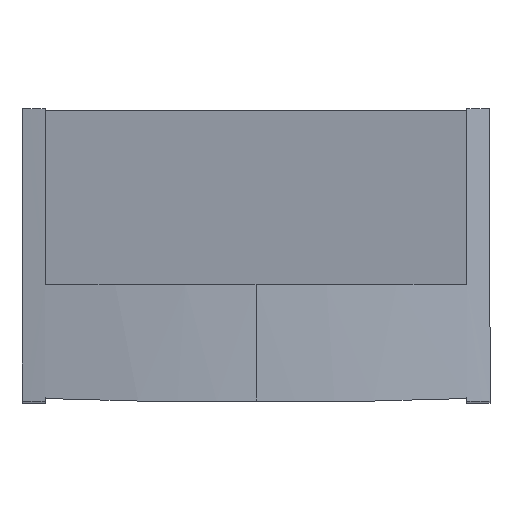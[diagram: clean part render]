
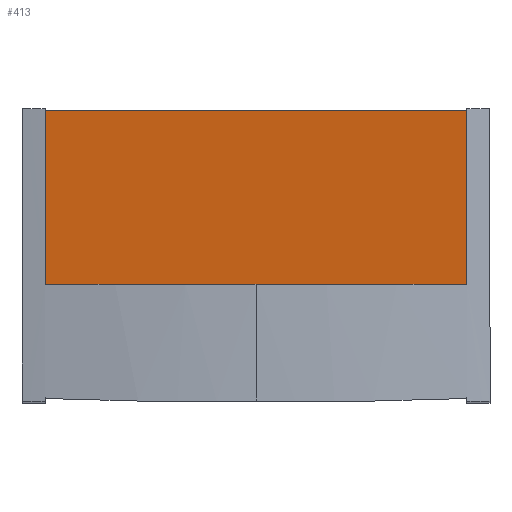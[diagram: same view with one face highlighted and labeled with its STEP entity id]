
A CAD part, top view. The second image highlights one B-rep face of the part: STEP entity #413.
In plain terms, the highlighted planar face has unit normal (0, 0.982, 0.191).
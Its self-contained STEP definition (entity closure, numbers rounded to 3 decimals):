
#11 = LINE ( 'NONE', #100, #252 ) ;
#34 = ORIENTED_EDGE ( 'NONE', *, *, #114, .F. ) ;
#39 = CARTESIAN_POINT ( 'NONE',  ( -18., -9.72, 56. ) ) ;
#48 = CARTESIAN_POINT ( 'NONE',  ( 18., -10.5, 60. ) ) ;
#58 = DIRECTION ( 'NONE',  ( 1., 0., 0. ) ) ;
#64 = CARTESIAN_POINT ( 'NONE',  ( 18., -9.72, 56. ) ) ;
#100 = CARTESIAN_POINT ( 'NONE',  ( -18., -9.72, 56. ) ) ;
#102 = CARTESIAN_POINT ( 'NONE',  ( -18., -10.5, 60. ) ) ;
#108 = VECTOR ( 'NONE', #528, 1000. ) ;
#113 = VERTEX_POINT ( 'NONE', #521 ) ;
#114 = EDGE_CURVE ( 'NONE', #373, #113, #435, .T. ) ;
#122 = ORIENTED_EDGE ( 'NONE', *, *, #216, .F. ) ;
#123 = CARTESIAN_POINT ( 'NONE',  ( -18., 12.5, -58. ) ) ;
#142 = DIRECTION ( 'NONE',  ( 0., 0.191, -0.982 ) ) ;
#162 = DIRECTION ( 'NONE',  ( 0., 0.191, -0.982 ) ) ;
#168 = LINE ( 'NONE', #123, #272 ) ;
#184 = EDGE_LOOP ( 'NONE', ( #34, #360, #553, #122 ) ) ;
#204 = LINE ( 'NONE', #48, #108 ) ;
#212 = VERTEX_POINT ( 'NONE', #593 ) ;
#216 = EDGE_CURVE ( 'NONE', #113, #212, #168, .T. ) ;
#219 = VERTEX_POINT ( 'NONE', #64 ) ;
#252 = VECTOR ( 'NONE', #58, 1000. ) ;
#272 = VECTOR ( 'NONE', #442, 1000. ) ;
#350 = AXIS2_PLACEMENT_3D ( 'NONE', #512, #420, #142 ) ;
#360 = ORIENTED_EDGE ( 'NONE', *, *, #477, .T. ) ;
#373 = VERTEX_POINT ( 'NONE', #39 ) ;
#374 = FACE_OUTER_BOUND ( 'NONE', #184, .T. ) ;
#413 = ADVANCED_FACE ( 'NONE', ( #374 ), #561, .F. ) ;
#420 = DIRECTION ( 'NONE',  ( 0., -0.982, -0.191 ) ) ;
#435 = LINE ( 'NONE', #102, #577 ) ;
#442 = DIRECTION ( 'NONE',  ( 1., 0., 0. ) ) ;
#445 = EDGE_CURVE ( 'NONE', #219, #212, #204, .T. ) ;
#477 = EDGE_CURVE ( 'NONE', #373, #219, #11, .T. ) ;
#512 = CARTESIAN_POINT ( 'NONE',  ( -18., -10.5, 60. ) ) ;
#521 = CARTESIAN_POINT ( 'NONE',  ( -18., 12.5, -58. ) ) ;
#528 = DIRECTION ( 'NONE',  ( 0., 0.191, -0.982 ) ) ;
#553 = ORIENTED_EDGE ( 'NONE', *, *, #445, .T. ) ;
#561 = PLANE ( 'NONE',  #350 ) ;
#577 = VECTOR ( 'NONE', #162, 1000. ) ;
#593 = CARTESIAN_POINT ( 'NONE',  ( 18., 12.5, -58. ) ) ;
